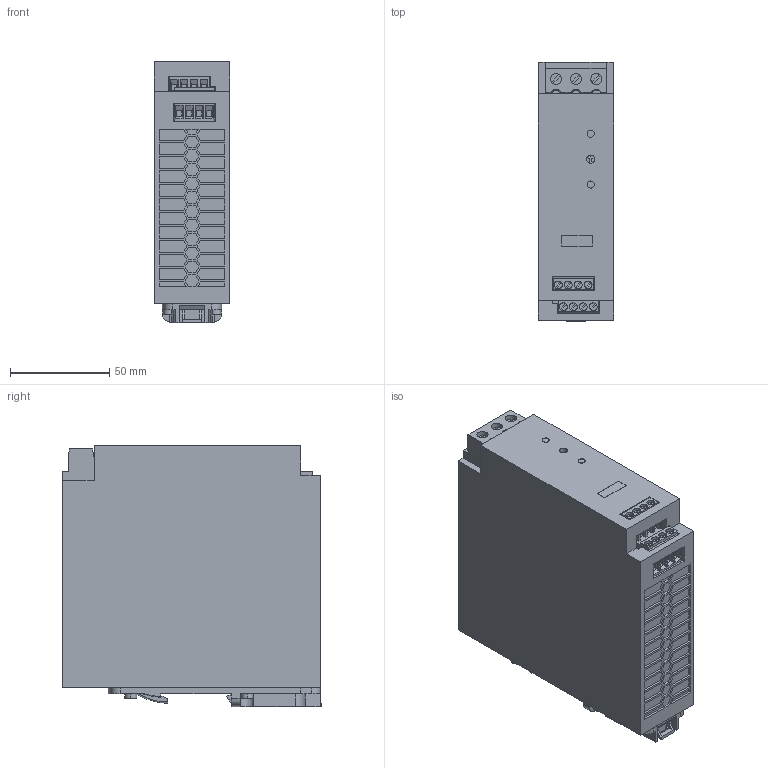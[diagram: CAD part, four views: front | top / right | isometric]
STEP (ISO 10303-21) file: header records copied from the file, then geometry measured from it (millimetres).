
FILE_DESCRIPTION(('Creo Elements/Direct Modeling STEP Export'),'2;1');
FILE_NAME('model.stp','2020-09-04T11:23:14',(''),(''),'Creo Elements/Direct Modeling STEP processor for AP214 (Solid Model)','Creo Elements/Direct Modeling 20.1A 29-Sep-2018 (C) Parametric Technology GmbH','');
FILE_SCHEMA(('AUTOMOTIVE_DESIGN { 1 0 10303 214 1 1 1 1 }'));
Length unit declared in the file: millimetre
Products named in the file (2): QUINT_ORING_24DC_2X20_1X40-select
Assembly tree (1 placements, depth 2):
  QUINT_ORING_24DC_2X20_1X40-select
    QUINT_ORING_24DC_2X20_1X40-select
Bounding box: 38 x 130.55 x 131.8 mm (x, y, z)
Volume: 599554.2 mm3; surface area: 61348.8 mm2
Topology: 1 solids, 1 shells, 957 faces, 2557 edges, 1702 vertices
Faces by surface type: plane 844, cylinder 106, bspline 4, cone 3
Entity records: 37870 total; most frequent: CARTESIAN_POINT 6223, ORIENTED_EDGE 5114, DIRECTION 4590, EDGE_CURVE 2557, VECTOR 2264, LINE 2264, VERTEX_POINT 1702, AXIS2_PLACEMENT_3D 1163
